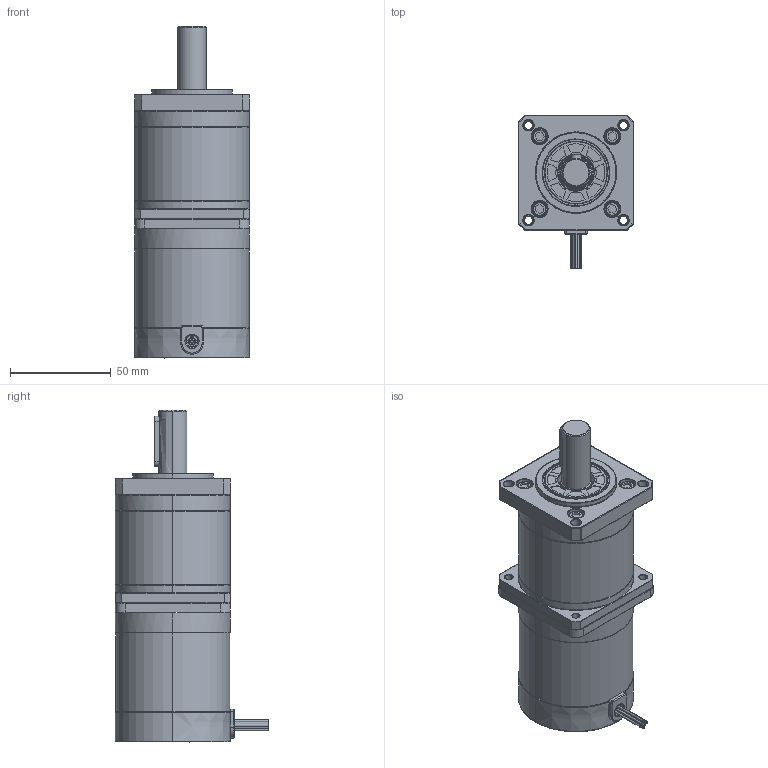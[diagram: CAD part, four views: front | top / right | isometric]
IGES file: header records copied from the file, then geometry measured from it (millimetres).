
Start section: SolidWorks IGES file using analytic representation for surfaces
Global section: file name: 57BLR70-24-02-HG50.IGS; native system: SolidWorks 2016; preprocessor: SolidWorks 2016; author: JL-PC; date: 210616.164829; units: millimetre
Bounding box: 57 x 76 x 164.75 mm (x, y, z)
Surface area: 45006.9 mm2 (no closed solid volume)
Topology: 0 solids, 0 shells, 685 faces, 7418 edges, 7368 vertices
Faces by surface type: bspline 375, revolution 310
